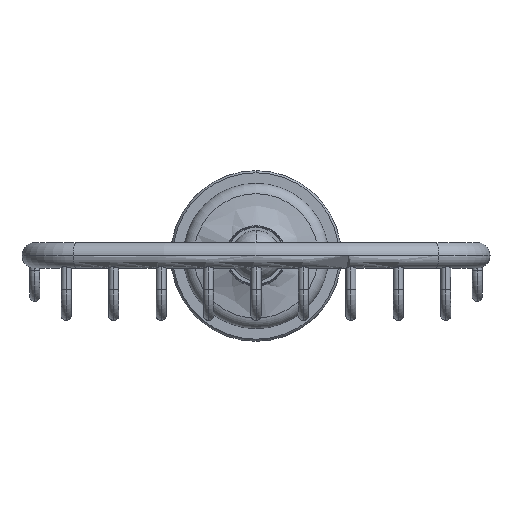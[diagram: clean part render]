
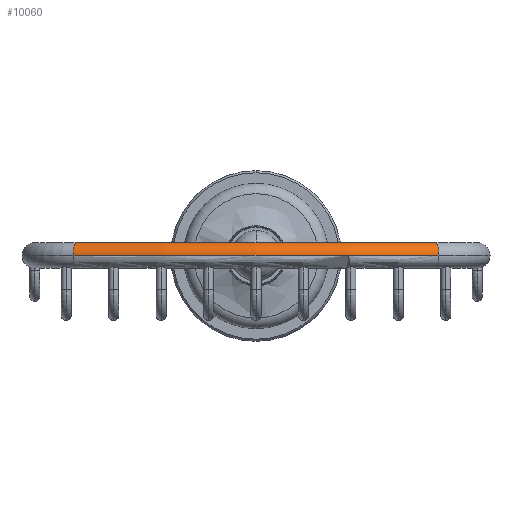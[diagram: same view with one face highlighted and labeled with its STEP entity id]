
A CAD part, top view. The second image highlights one B-rep face of the part: STEP entity #10060.
In plain terms, the highlighted toroidal (fillet/blend) face has major radius 228.6 mm and minor radius 4 mm.
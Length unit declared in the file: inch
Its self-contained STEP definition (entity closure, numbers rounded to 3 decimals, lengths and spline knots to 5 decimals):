
#3271=CARTESIAN_POINT('',(-2.2405,0.,5.18766));
#3272=DIRECTION('',(-0.969,0.,-0.249));
#3273=DIRECTION('',(-0.249,0.,0.969));
#3274=AXIS2_PLACEMENT_3D('',#3271,#3272,#3273);
#3276=CARTESIAN_POINT('',(2.2405,0.,5.18766));
#3277=DIRECTION('',(-0.969,0.,0.249));
#3278=DIRECTION('',(0.249,0.,0.969));
#3279=AXIS2_PLACEMENT_3D('',#3276,#3277,#3278);
#3281=CARTESIAN_POINT('',(0.,0.,-3.529));
#3282=DIRECTION('',(0.,-1.,0.));
#3283=DIRECTION('',(0.249,0.,0.969));
#3284=AXIS2_PLACEMENT_3D('',#3281,#3282,#3283);
#3291=CARTESIAN_POINT('',(0.,0.,-3.529));
#3292=DIRECTION('',(0.,1.,0.));
#3293=DIRECTION('',(-0.249,0.,0.969));
#3294=AXIS2_PLACEMENT_3D('',#3291,#3292,#3293);
#5209=CARTESIAN_POINT('',(2.27971,0.,5.3402));
#5210=CARTESIAN_POINT('',(2.2013,0.,5.03512));
#5211=VERTEX_POINT('',#5209);
#5212=VERTEX_POINT('',#5210);
#5349=CARTESIAN_POINT('',(-2.27971,0.,5.3402));
#5350=CARTESIAN_POINT('',(-2.2013,0.,5.03512));
#5351=VERTEX_POINT('',#5349);
#5352=VERTEX_POINT('',#5350);
#10046=CARTESIAN_POINT('',(0.,0.,-3.529));
#10047=DIRECTION('',(0.,-1.,0.));
#10048=DIRECTION('',(-0.249,0.,-0.969));
#10049=AXIS2_PLACEMENT_3D('',#10046,#10047,#10048);
#10050=TOROIDAL_SURFACE('',#10049,9.,0.1575);
#10052=ORIENTED_EDGE('',*,*,#10051,.F.);
#10053=ORIENTED_EDGE('',*,*,#10040,.T.);
#10055=ORIENTED_EDGE('',*,*,#10054,.F.);
#10057=ORIENTED_EDGE('',*,*,#10056,.F.);
#10058=EDGE_LOOP('',(#10052,#10053,#10055,#10057));
#10059=FACE_OUTER_BOUND('',#10058,.F.);
#10060=ADVANCED_FACE('',(#10059),#10050,.T.);
#3275=CIRCLE('',#3274,0.1575);
#3280=CIRCLE('',#3279,0.1575);
#3285=CIRCLE('',#3284,8.8425);
#3295=CIRCLE('',#3294,9.1575);
#10040=EDGE_CURVE('',#5351,#5352,#3275,.T.);
#10051=EDGE_CURVE('',#5351,#5211,#3295,.T.);
#10054=EDGE_CURVE('',#5212,#5352,#3285,.T.);
#10056=EDGE_CURVE('',#5211,#5212,#3280,.T.);
